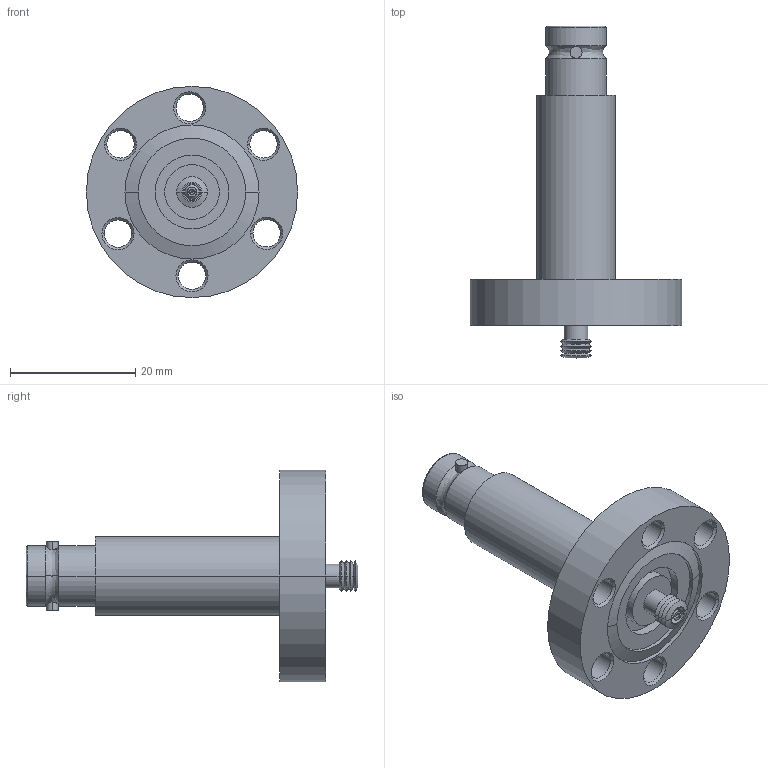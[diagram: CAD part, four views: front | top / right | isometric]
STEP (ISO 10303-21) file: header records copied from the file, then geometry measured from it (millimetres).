
FILE_DESCRIPTION (( 'STEP AP203' ), '1' );
FILE_NAME ('A2554-1-CF.STEP', '2011-10-06T13:27:06', ( '' ), ( '' ), 'SwSTEP 2.0', 'SolidWorks 2011', '' );
FILE_SCHEMA (( 'CONFIG_CONTROL_DESIGN' ));
Length unit declared in the file: inch
Products named in the file (1): A2554-1-CF
Bounding box: 33.78 x 53.09 x 33.78 mm (x, y, z)
Volume: 8062.9 mm3; surface area: 8102 mm2
Topology: 3 solids, 3 shells, 216 faces, 499 edges, 309 vertices
Faces by surface type: cylinder 93, cone 64, plane 45, bspline 14
Entity records: 6734 total; most frequent: CARTESIAN_POINT 1613, DIRECTION 1143, ORIENTED_EDGE 994, EDGE_CURVE 497, AXIS2_PLACEMENT_3D 471, VERTEX_POINT 309, CIRCLE 268, EDGE_LOOP 254
